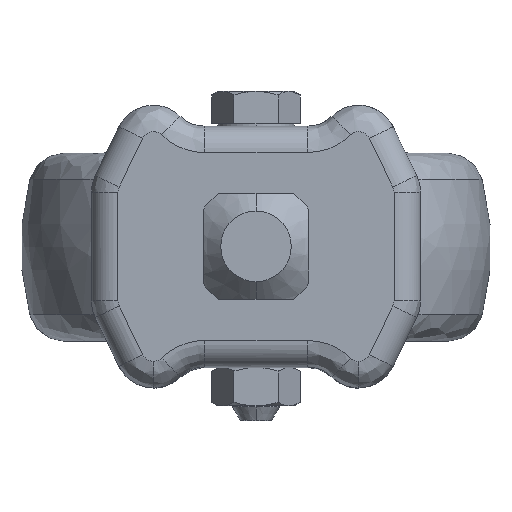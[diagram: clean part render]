
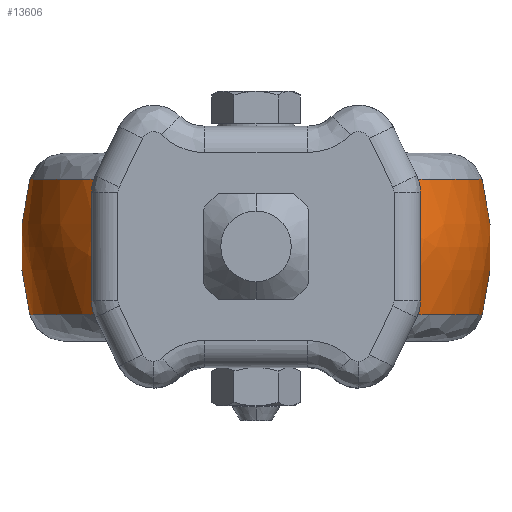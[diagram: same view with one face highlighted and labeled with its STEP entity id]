
A CAD part, top view. The second image highlights one B-rep face of the part: STEP entity #13606.
In plain terms, the highlighted free-form (B-spline) face has degree [3, 3] with [4, 4] control points.
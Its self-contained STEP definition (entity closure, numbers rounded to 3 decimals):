
#72 = DIRECTION ( 'NONE',  ( 1., 0., 0. ) ) ;
#120 = EDGE_CURVE ( 'NONE', #18043, #8274, #5212, .T. ) ;
#134 = CIRCLE ( 'NONE', #16013, 38.496 ) ;
#505 = CARTESIAN_POINT ( 'NONE',  ( 0., -11.538, -68. ) ) ;
#1007 = CARTESIAN_POINT ( 'NONE',  ( 0., 11.538, -68. ) ) ;
#1083 = CIRCLE ( 'NONE', #8668, 45. ) ;
#1327 = CARTESIAN_POINT ( 'NONE',  ( 38.496, 11.538, -68. ) ) ;
#1457 = DIRECTION ( 'NONE',  ( -1., 0., 0. ) ) ;
#1750 = CARTESIAN_POINT ( 'NONE',  ( -38.496, -11.538, -68. ) ) ;
#2220 = CIRCLE ( 'NONE', #14696, 38.496 ) ;
#2273 = EDGE_CURVE ( 'NONE', #8274, #3445, #2220, .T. ) ;
#2336 = DIRECTION ( 'NONE',  ( -1., 0., 0. ) ) ;
#2922 = DIRECTION ( 'NONE',  ( 0., 1., 0. ) ) ;
#2966 = DIRECTION ( 'NONE',  ( -1., 0., 0. ) ) ;
#3090 = CARTESIAN_POINT ( 'NONE',  ( 38.496, 11.538, 8.991 ) ) ;
#3217 = CARTESIAN_POINT ( 'NONE',  ( 38.496, -11.538, 8.991 ) ) ;
#3267 = CARTESIAN_POINT ( 'NONE',  ( 0., -11.538, -29.504 ) ) ;
#3445 = VERTEX_POINT ( 'NONE', #3267 ) ;
#3980 = ORIENTED_EDGE ( 'NONE', *, *, #14327, .T. ) ;
#4015 = CARTESIAN_POINT ( 'NONE',  ( -38.496, -11.538, -68. ) ) ;
#4453 = FACE_OUTER_BOUND ( 'NONE', #13004, .T. ) ;
#4550 = CARTESIAN_POINT ( 'NONE',  ( -40.513, -3.934, 13.026 ) ) ;
#4763 = AXIS2_PLACEMENT_3D ( 'NONE', #1007, #13769, #2336 ) ;
#5212 = CIRCLE ( 'NONE', #7459, 45. ) ;
#5227 = EDGE_CURVE ( 'NONE', #10687, #14741, #1083, .T. ) ;
#6013 = CARTESIAN_POINT ( 'NONE',  ( 40.513, -3.934, 13.026 ) ) ;
#6119 = CARTESIAN_POINT ( 'NONE',  ( 5., 0., -68. ) ) ;
#7311 = CARTESIAN_POINT ( 'NONE',  ( 0., -11.538, -68. ) ) ;
#7422 = CARTESIAN_POINT ( 'NONE',  ( -40.513, 3.934, -68. ) ) ;
#7459 = AXIS2_PLACEMENT_3D ( 'NONE', #6119, #11676, #2966 ) ;
#7542 = CARTESIAN_POINT ( 'NONE',  ( -38.496, 11.538, 8.991 ) ) ;
#7715 = CARTESIAN_POINT ( 'NONE',  ( 0., 11.538, -68. ) ) ;
#7789 = ORIENTED_EDGE ( 'NONE', *, *, #5227, .F. ) ;
#8210 = ORIENTED_EDGE ( 'NONE', *, *, #8534, .T. ) ;
#8274 = VERTEX_POINT ( 'NONE', #4015 ) ;
#8341 = ORIENTED_EDGE ( 'NONE', *, *, #2273, .T. ) ;
#8534 = EDGE_CURVE ( 'NONE', #10687, #13068, #14479, .T. ) ;
#8668 = AXIS2_PLACEMENT_3D ( 'NONE', #16060, #13178, #72 ) ;
#8960 = CARTESIAN_POINT ( 'NONE',  ( 40.513, -3.934, -68. ) ) ;
#9707 = CARTESIAN_POINT ( 'NONE',  ( -38.496, 11.538, -68. ) ) ;
#10336 = CARTESIAN_POINT ( 'NONE',  ( -40.513, -3.934, -68. ) ) ;
#10456 = CARTESIAN_POINT ( 'NONE',  ( -40.513, 3.934, 13.026 ) ) ;
#10687 = VERTEX_POINT ( 'NONE', #1327 ) ;
#10840 = ORIENTED_EDGE ( 'NONE', *, *, #120, .T. ) ;
#11530 = EDGE_CURVE ( 'NONE', #3445, #14741, #134, .T. ) ;
#11631 = AXIS2_PLACEMENT_3D ( 'NONE', #7715, #12287, #13984 ) ;
#11676 = DIRECTION ( 'NONE',  ( 0., 0., 1. ) ) ;
#11921 = ORIENTED_EDGE ( 'NONE', *, *, #11530, .T. ) ;
#11926 = CARTESIAN_POINT ( 'NONE',  ( -38.496, -11.538, 8.991 ) ) ;
#12264 = CARTESIAN_POINT ( 'NONE',  ( 0., 11.538, -29.504 ) ) ;
#12287 = DIRECTION ( 'NONE',  ( 0., -1., 0. ) ) ;
#13004 = EDGE_LOOP ( 'NONE', ( #7789, #8210, #3980, #10840, #8341, #11921 ) ) ;
#13068 = VERTEX_POINT ( 'NONE', #12264 ) ;
#13178 = DIRECTION ( 'NONE',  ( 0., 0., -1. ) ) ;
#13379 = CARTESIAN_POINT ( 'NONE',  ( 38.496, -11.538, -68. ) ) ;
#13405 = DIRECTION ( 'NONE',  ( 0., 1., 0. ) ) ;
#13606 = ADVANCED_FACE ( 'NONE', ( #4453 ), #17664, .T. ) ;
#13769 = DIRECTION ( 'NONE',  ( 0., -1., 0. ) ) ;
#13984 = DIRECTION ( 'NONE',  ( -1., 0., 0. ) ) ;
#14327 = EDGE_CURVE ( 'NONE', #13068, #18043, #18576, .T. ) ;
#14479 = CIRCLE ( 'NONE', #4763, 38.496 ) ;
#14696 = AXIS2_PLACEMENT_3D ( 'NONE', #505, #13405, #17892 ) ;
#14741 = VERTEX_POINT ( 'NONE', #16209 ) ;
#16013 = AXIS2_PLACEMENT_3D ( 'NONE', #7311, #2922, #1457 ) ;
#16060 = CARTESIAN_POINT ( 'NONE',  ( -5., 0., -68. ) ) ;
#16151 = CARTESIAN_POINT ( 'NONE',  ( 40.513, 3.934, -68. ) ) ;
#16207 = CARTESIAN_POINT ( 'NONE',  ( 40.513, 3.934, 13.026 ) ) ;
#16209 = CARTESIAN_POINT ( 'NONE',  ( 38.496, -11.538, -68. ) ) ;
#17664 =( BOUNDED_SURFACE ( )  B_SPLINE_SURFACE ( 3, 3, ( 
 ( #17678, #7542, #3090, #17799 ),
 ( #7422, #10456, #16207, #16151 ),
 ( #10336, #4550, #6013, #8960 ),
 ( #1750, #11926, #3217, #13379 ) ),
 .UNSPECIFIED., .F., .F., .F. ) 
 B_SPLINE_SURFACE_WITH_KNOTS ( ( 4, 4 ),
 ( 4, 4 ),
 ( 0., 1. ),
 ( 0., 1. ),
 .UNSPECIFIED. ) 
 GEOMETRIC_REPRESENTATION_ITEM ( )  RATIONAL_B_SPLINE_SURFACE ( (
 ( 1., 0.333, 0.333, 1.),
 ( 0.978, 0.326, 0.326, 0.978),
 ( 0.978, 0.326, 0.326, 0.978),
 ( 1., 0.333, 0.333, 1.) ) ) 
 REPRESENTATION_ITEM ( '' )  SURFACE ( )  );
#17678 = CARTESIAN_POINT ( 'NONE',  ( -38.496, 11.538, -68. ) ) ;
#17799 = CARTESIAN_POINT ( 'NONE',  ( 38.496, 11.538, -68. ) ) ;
#17892 = DIRECTION ( 'NONE',  ( -1., 0., 0. ) ) ;
#18043 = VERTEX_POINT ( 'NONE', #9707 ) ;
#18576 = CIRCLE ( 'NONE', #11631, 38.496 ) ;
